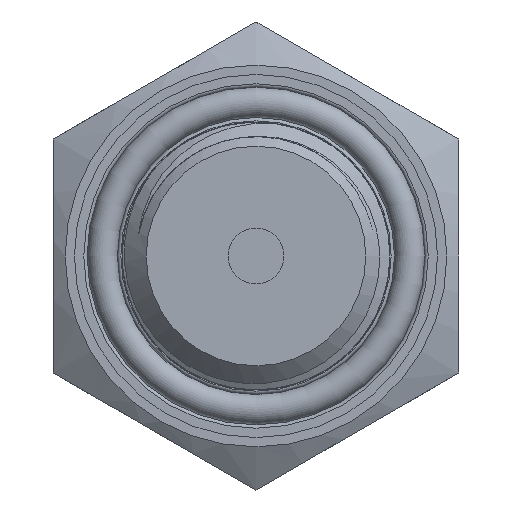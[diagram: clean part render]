
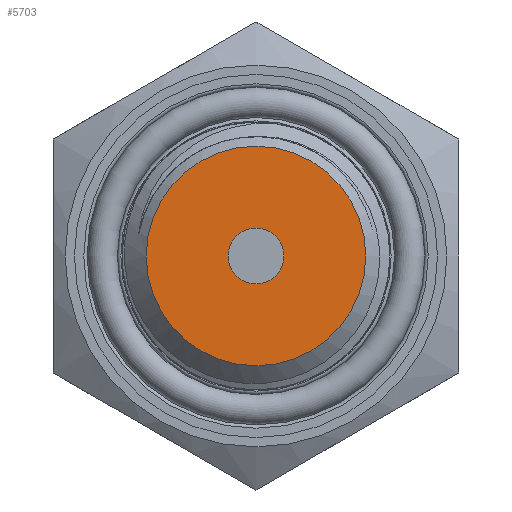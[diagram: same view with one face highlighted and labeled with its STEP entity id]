
A CAD part, left-side view. The second image highlights one B-rep face of the part: STEP entity #5703.
In plain terms, the highlighted planar face has unit normal (-1, 0, 0).
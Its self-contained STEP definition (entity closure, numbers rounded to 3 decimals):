
#314=FACE_BOUND('',#1016,.T.);
#350=PLANE('',#5914);
#663=FACE_OUTER_BOUND('',#1015,.T.);
#1015=EDGE_LOOP('',(#5203));
#1016=EDGE_LOOP('',(#5204));
#1101=CIRCLE('',#5895,6.5);
#1107=CIRCLE('',#5913,1.65);
#2709=VERTEX_POINT('',#13768);
#2717=VERTEX_POINT('',#14953);
#3533=EDGE_CURVE('',#2709,#2709,#1101,.T.);
#3555=EDGE_CURVE('',#2717,#2717,#1107,.T.);
#5203=ORIENTED_EDGE('',*,*,#3533,.T.);
#5204=ORIENTED_EDGE('',*,*,#3555,.T.);
#5703=ADVANCED_FACE('',(#663,#314),#350,.T.);
#5895=AXIS2_PLACEMENT_3D('',#13769,#6482,#6483);
#5913=AXIS2_PLACEMENT_3D('',#14955,#6527,#6528);
#5914=AXIS2_PLACEMENT_3D('',#14956,#6529,#6530);
#6482=DIRECTION('center_axis',(-1.,0.,0.));
#6483=DIRECTION('ref_axis',(0.,1.,0.));
#6527=DIRECTION('center_axis',(1.,0.,0.));
#6528=DIRECTION('ref_axis',(0.,0.,-1.));
#6529=DIRECTION('center_axis',(-1.,0.,0.));
#6530=DIRECTION('ref_axis',(0.,0.,1.));
#13768=CARTESIAN_POINT('',(0.,-6.5,0.));
#13769=CARTESIAN_POINT('Origin',(0.,0.,0.));
#14953=CARTESIAN_POINT('',(0.,-1.65,0.));
#14955=CARTESIAN_POINT('Origin',(0.,0.,0.));
#14956=CARTESIAN_POINT('Origin',(0.,8.,0.));
